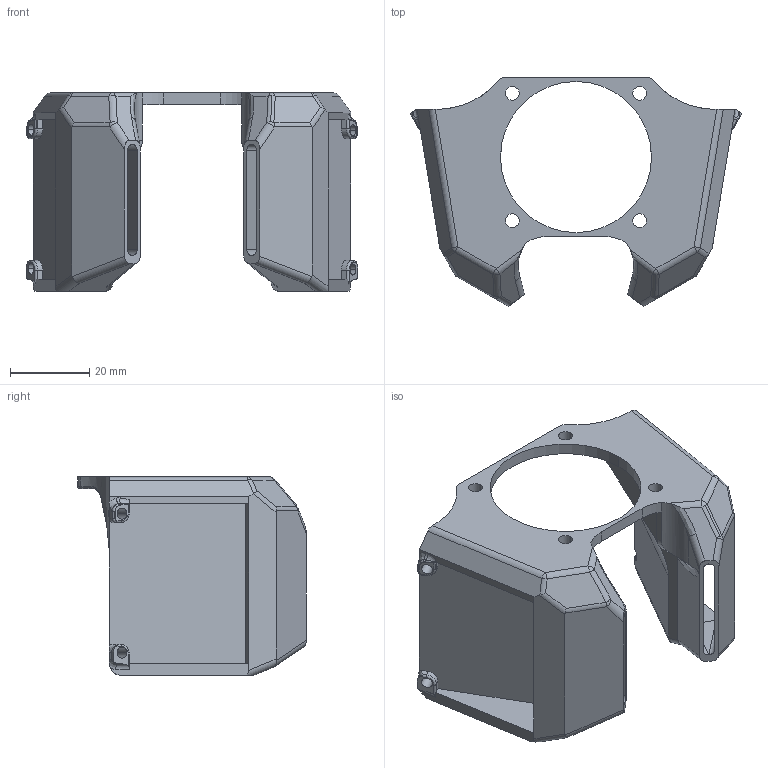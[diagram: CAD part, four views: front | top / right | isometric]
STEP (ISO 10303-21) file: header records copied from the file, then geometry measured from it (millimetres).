
FILE_DESCRIPTION (( 'STEP AP214' ), '1' );
FILE_NAME ('TwinTurboUNIradiator.STEP', '2020-04-03T13:47:21', ( '' ), ( '' ), 'SwSTEP 2.0', 'SolidWorks 2017', '' );
FILE_SCHEMA (( 'AUTOMOTIVE_DESIGN' ));
Length unit declared in the file: millimetre
Products named in the file (1): TwinTurboUNIradiator
Bounding box: 83.46 x 57.52 x 50 mm (x, y, z)
Volume: 34315.6 mm3; surface area: 20130.4 mm2
Topology: 1 solids, 1 shells, 239 faces, 645 edges, 402 vertices
Faces by surface type: cylinder 110, plane 78, bspline 33, torus 12, sphere 6
Entity records: 8537 total; most frequent: CARTESIAN_POINT 2938, ORIENTED_EDGE 1286, DIRECTION 1052, EDGE_CURVE 643, VERTEX_POINT 402, AXIS2_PLACEMENT_3D 375, LINE 302, VECTOR 302
